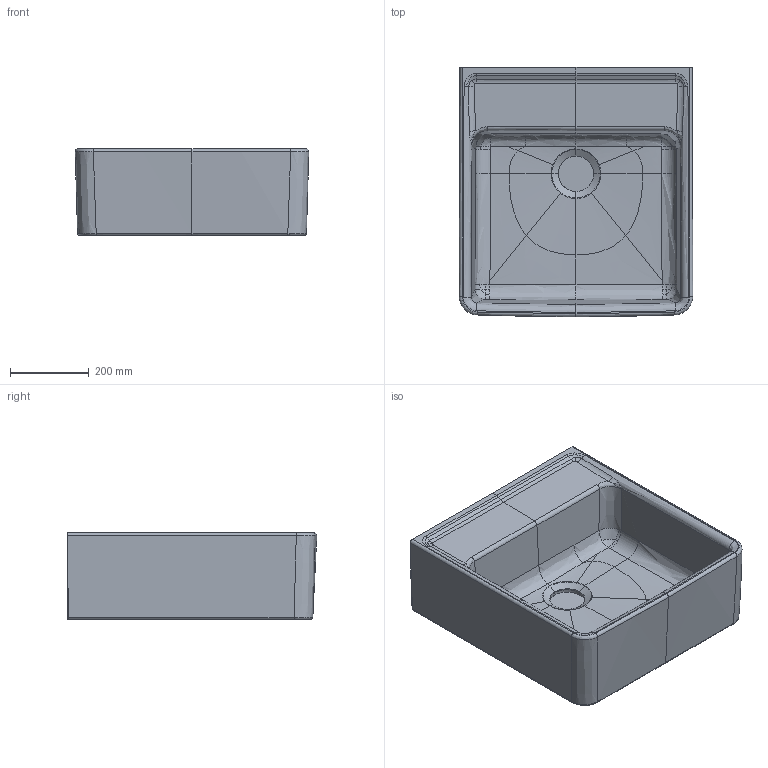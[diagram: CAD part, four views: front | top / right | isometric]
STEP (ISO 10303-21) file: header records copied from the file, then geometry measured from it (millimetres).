
FILE_DESCRIPTION(/* description */ (''),/* implementation_level */ '2;1');
FILE_NAME(/* name */ 'Spuele_6320_Spueltein.stp',/* time_stamp */ '2019-02-21T12:46:16+01:00',/* author */ (''),/* organization */ (''),/* preprocessor_version */ 'ST-DEVELOPER v16',/* originating_system */ 'SIEMENS PLM Software NX 10.0',/* authorisation */ '');
FILE_SCHEMA (('AUTOMOTIVE_DESIGN { 1 0 10303 214 3 1 1 1 }'));
Length unit declared in the file: millimetre
Products named in the file (1): Sier1A8802D29ige
Bounding box: 594.81 x 635.53 x 220.08 mm (x, y, z)
Volume: 40457502.6 mm3; surface area: 1521575.8 mm2
Topology: 1 solids, 1 shells, 144 faces, 392 edges, 242 vertices
Faces by surface type: bspline 135, plane 5, extrusion 4
Entity records: 9307 total; most frequent: CARTESIAN_POINT 6908, ORIENTED_EDGE 768, EDGE_CURVE 384, B_SPLINE_CURVE_WITH_KNOTS 345, VERTEX_POINT 242, ADVANCED_FACE 144, FACE_OUTER_BOUND 144, EDGE_LOOP 144
